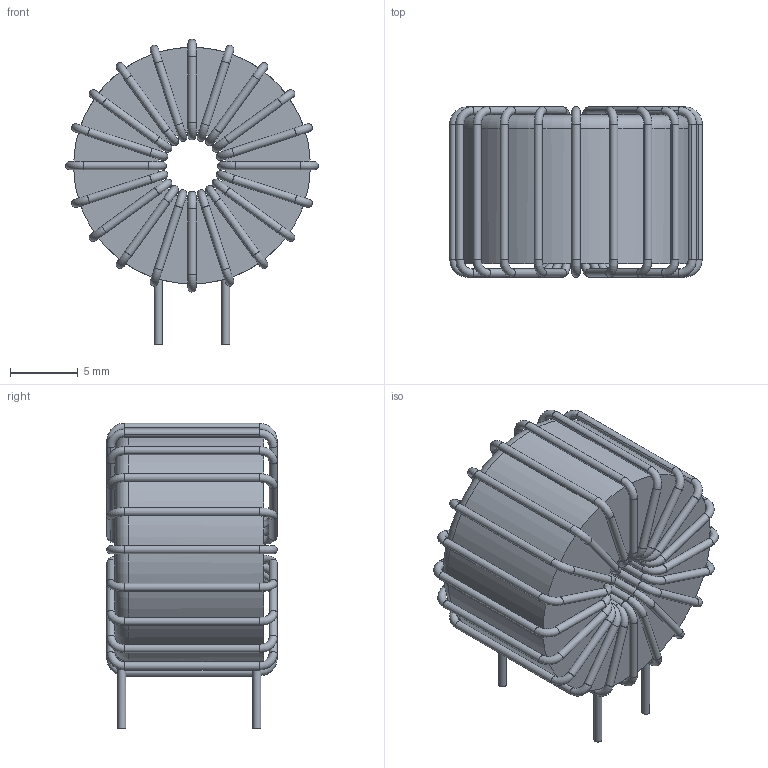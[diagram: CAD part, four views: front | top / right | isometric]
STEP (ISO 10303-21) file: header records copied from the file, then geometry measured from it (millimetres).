
FILE_DESCRIPTION(/* description */ (''),/* implementation_level */ '2;1');
FILE_NAME(/* name */ 'EMC-SUPPRESSORS.stp',/* time_stamp */ '2021-04-19T08:04:20-03:00',/* author */ ('laguerre'),/* organization */ (''),/* preprocessor_version */ 'ST-DEVELOPER v17',/* originating_system */ 'Autodesk Inventor 2018',/* authorisation */ '');
FILE_SCHEMA (('AUTOMOTIVE_DESIGN { 1 0 10303 214 3 1 1 }'));
Length unit declared in the file: millimetre
Products named in the file (1): EMC-SUPPRESSORS
Bounding box: 18.7 x 12.6 x 22.6 mm (x, y, z)
Volume: 2623.3 mm3; surface area: 2573.2 mm2
Topology: 1 solids, 1 shells, 271 faces, 953 edges, 544 vertices
Faces by surface type: cylinder 164, torus 82, plane 25
Full cylindrical faces by diameter (mm): 0.6 x46
Entity records: 11790 total; most frequent: CARTESIAN_POINT 3082, ORIENTED_EDGE 1950, DIRECTION 1855, EDGE_CURVE 975, AXIS2_PLACEMENT_3D 796, VERTEX_POINT 544, CIRCLE 524, EDGE_LOOP 275
